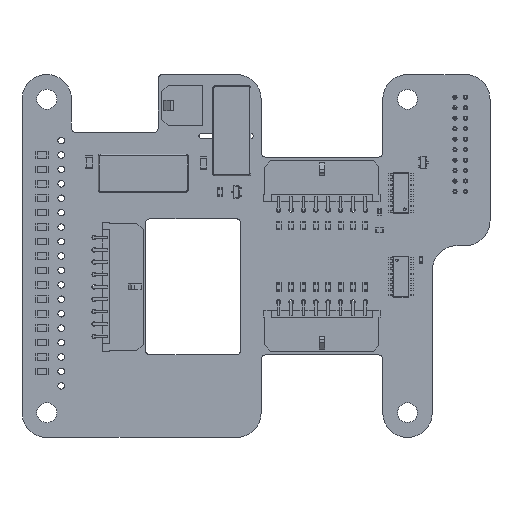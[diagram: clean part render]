
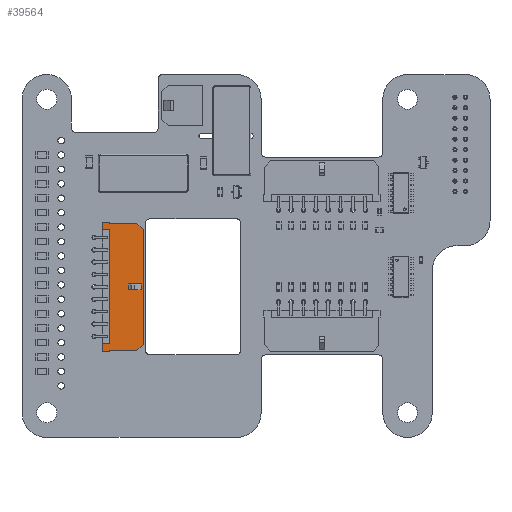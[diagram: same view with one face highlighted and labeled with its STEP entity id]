
A CAD part, top view. The second image highlights one B-rep face of the part: STEP entity #39564.
In plain terms, the highlighted face is planar.
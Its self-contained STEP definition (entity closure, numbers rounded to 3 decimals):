
#38422 = VERTEX_POINT('',#38423);
#38423 = CARTESIAN_POINT('',(-15.325,3.43,-3.355));
#38429 = EDGE_CURVE('',#38422,#38430,#38432,.T.);
#38430 = VERTEX_POINT('',#38431);
#38431 = CARTESIAN_POINT('',(-15.325,3.43,3.305));
#38432 = LINE('',#38433,#38434);
#38433 = CARTESIAN_POINT('',(-15.325,3.43,-3.355));
#38434 = VECTOR('',#38435,1.);
#38435 = DIRECTION('',(0.,0.,1.));
#39215 = VERTEX_POINT('',#39216);
#39216 = CARTESIAN_POINT('',(15.325,3.43,3.305));
#39222 = EDGE_CURVE('',#39223,#39215,#39225,.T.);
#39223 = VERTEX_POINT('',#39224);
#39224 = CARTESIAN_POINT('',(15.325,3.43,-3.355));
#39225 = LINE('',#39226,#39227);
#39226 = CARTESIAN_POINT('',(15.325,3.43,-3.355));
#39227 = VECTOR('',#39228,1.);
#39228 = DIRECTION('',(0.,0.,1.));
#39426 = VERTEX_POINT('',#39427);
#39427 = CARTESIAN_POINT('',(13.94,3.43,4.955));
#39433 = EDGE_CURVE('',#39215,#39426,#39434,.T.);
#39434 = LINE('',#39435,#39436);
#39435 = CARTESIAN_POINT('',(15.325,3.43,3.305));
#39436 = VECTOR('',#39437,1.);
#39437 = DIRECTION('',(-0.643,0.,0.766));
#39514 = EDGE_CURVE('',#39515,#38430,#39517,.T.);
#39515 = VERTEX_POINT('',#39516);
#39516 = CARTESIAN_POINT('',(-13.94,3.43,4.955));
#39517 = LINE('',#39518,#39519);
#39518 = CARTESIAN_POINT('',(-13.94,3.43,4.955));
#39519 = VECTOR('',#39520,1.);
#39520 = DIRECTION('',(-0.643,0.,-0.766));
#39564 = ADVANCED_FACE('',(#39565,#39647),#39681,.T.);
#39565 = FACE_BOUND('',#39566,.F.);
#39566 = EDGE_LOOP('',(#39567,#39577,#39585,#39593,#39601,#39609,#39615,
    #39616,#39617,#39623,#39624,#39625,#39633,#39641));
#39567 = ORIENTED_EDGE('',*,*,#39568,.T.);
#39568 = EDGE_CURVE('',#39569,#39571,#39573,.T.);
#39569 = VERTEX_POINT('',#39570);
#39570 = CARTESIAN_POINT('',(-13.825,3.43,-4.955));
#39571 = VERTEX_POINT('',#39572);
#39572 = CARTESIAN_POINT('',(-13.825,3.43,-3.205));
#39573 = LINE('',#39574,#39575);
#39574 = CARTESIAN_POINT('',(-13.825,3.43,-4.955));
#39575 = VECTOR('',#39576,1.);
#39576 = DIRECTION('',(0.,0.,1.));
#39577 = ORIENTED_EDGE('',*,*,#39578,.T.);
#39578 = EDGE_CURVE('',#39571,#39579,#39581,.T.);
#39579 = VERTEX_POINT('',#39580);
#39580 = CARTESIAN_POINT('',(13.825,3.43,-3.205));
#39581 = LINE('',#39582,#39583);
#39582 = CARTESIAN_POINT('',(-13.825,3.43,-3.205));
#39583 = VECTOR('',#39584,1.);
#39584 = DIRECTION('',(1.,0.,0.));
#39585 = ORIENTED_EDGE('',*,*,#39586,.F.);
#39586 = EDGE_CURVE('',#39587,#39579,#39589,.T.);
#39587 = VERTEX_POINT('',#39588);
#39588 = CARTESIAN_POINT('',(13.825,3.43,-4.955));
#39589 = LINE('',#39590,#39591);
#39590 = CARTESIAN_POINT('',(13.825,3.43,-4.955));
#39591 = VECTOR('',#39592,1.);
#39592 = DIRECTION('',(0.,0.,1.));
#39593 = ORIENTED_EDGE('',*,*,#39594,.F.);
#39594 = EDGE_CURVE('',#39595,#39587,#39597,.T.);
#39595 = VERTEX_POINT('',#39596);
#39596 = CARTESIAN_POINT('',(15.575,3.43,-4.955));
#39597 = LINE('',#39598,#39599);
#39598 = CARTESIAN_POINT('',(15.575,3.43,-4.955));
#39599 = VECTOR('',#39600,1.);
#39600 = DIRECTION('',(-1.,0.,0.));
#39601 = ORIENTED_EDGE('',*,*,#39602,.F.);
#39602 = EDGE_CURVE('',#39603,#39595,#39605,.T.);
#39603 = VERTEX_POINT('',#39604);
#39604 = CARTESIAN_POINT('',(15.575,3.43,-3.355));
#39605 = LINE('',#39606,#39607);
#39606 = CARTESIAN_POINT('',(15.575,3.43,-3.355));
#39607 = VECTOR('',#39608,1.);
#39608 = DIRECTION('',(0.,0.,-1.));
#39609 = ORIENTED_EDGE('',*,*,#39610,.F.);
#39610 = EDGE_CURVE('',#39223,#39603,#39611,.T.);
#39611 = LINE('',#39612,#39613);
#39612 = CARTESIAN_POINT('',(15.325,3.43,-3.355));
#39613 = VECTOR('',#39614,1.);
#39614 = DIRECTION('',(1.,0.,0.));
#39615 = ORIENTED_EDGE('',*,*,#39222,.T.);
#39616 = ORIENTED_EDGE('',*,*,#39433,.T.);
#39617 = ORIENTED_EDGE('',*,*,#39618,.F.);
#39618 = EDGE_CURVE('',#39515,#39426,#39619,.T.);
#39619 = LINE('',#39620,#39621);
#39620 = CARTESIAN_POINT('',(-13.94,3.43,4.955));
#39621 = VECTOR('',#39622,1.);
#39622 = DIRECTION('',(1.,0.,0.));
#39623 = ORIENTED_EDGE('',*,*,#39514,.T.);
#39624 = ORIENTED_EDGE('',*,*,#38429,.F.);
#39625 = ORIENTED_EDGE('',*,*,#39626,.F.);
#39626 = EDGE_CURVE('',#39627,#38422,#39629,.T.);
#39627 = VERTEX_POINT('',#39628);
#39628 = CARTESIAN_POINT('',(-15.575,3.43,-3.355));
#39629 = LINE('',#39630,#39631);
#39630 = CARTESIAN_POINT('',(-15.575,3.43,-3.355));
#39631 = VECTOR('',#39632,1.);
#39632 = DIRECTION('',(1.,0.,0.));
#39633 = ORIENTED_EDGE('',*,*,#39634,.F.);
#39634 = EDGE_CURVE('',#39635,#39627,#39637,.T.);
#39635 = VERTEX_POINT('',#39636);
#39636 = CARTESIAN_POINT('',(-15.575,3.43,-4.955));
#39637 = LINE('',#39638,#39639);
#39638 = CARTESIAN_POINT('',(-15.575,3.43,-4.955));
#39639 = VECTOR('',#39640,1.);
#39640 = DIRECTION('',(0.,0.,1.));
#39641 = ORIENTED_EDGE('',*,*,#39642,.F.);
#39642 = EDGE_CURVE('',#39569,#39635,#39643,.T.);
#39643 = LINE('',#39644,#39645);
#39644 = CARTESIAN_POINT('',(-13.825,3.43,-4.955));
#39645 = VECTOR('',#39646,1.);
#39646 = DIRECTION('',(-1.,0.,0.));
#39647 = FACE_BOUND('',#39648,.F.);
#39648 = EDGE_LOOP('',(#39649,#39659,#39667,#39675));
#39649 = ORIENTED_EDGE('',*,*,#39650,.F.);
#39650 = EDGE_CURVE('',#39651,#39653,#39655,.T.);
#39651 = VERTEX_POINT('',#39652);
#39652 = CARTESIAN_POINT('',(-0.7,3.43,4.415));
#39653 = VERTEX_POINT('',#39654);
#39654 = CARTESIAN_POINT('',(-0.7,3.43,1.255));
#39655 = LINE('',#39656,#39657);
#39656 = CARTESIAN_POINT('',(-0.7,3.43,4.415));
#39657 = VECTOR('',#39658,1.);
#39658 = DIRECTION('',(0.,0.,-1.));
#39659 = ORIENTED_EDGE('',*,*,#39660,.T.);
#39660 = EDGE_CURVE('',#39651,#39661,#39663,.T.);
#39661 = VERTEX_POINT('',#39662);
#39662 = CARTESIAN_POINT('',(0.7,3.43,4.415));
#39663 = LINE('',#39664,#39665);
#39664 = CARTESIAN_POINT('',(-0.7,3.43,4.415));
#39665 = VECTOR('',#39666,1.);
#39666 = DIRECTION('',(1.,0.,0.));
#39667 = ORIENTED_EDGE('',*,*,#39668,.T.);
#39668 = EDGE_CURVE('',#39661,#39669,#39671,.T.);
#39669 = VERTEX_POINT('',#39670);
#39670 = CARTESIAN_POINT('',(0.7,3.43,1.255));
#39671 = LINE('',#39672,#39673);
#39672 = CARTESIAN_POINT('',(0.7,3.43,4.415));
#39673 = VECTOR('',#39674,1.);
#39674 = DIRECTION('',(0.,0.,-1.));
#39675 = ORIENTED_EDGE('',*,*,#39676,.F.);
#39676 = EDGE_CURVE('',#39653,#39669,#39677,.T.);
#39677 = LINE('',#39678,#39679);
#39678 = CARTESIAN_POINT('',(-0.7,3.43,1.255));
#39679 = VECTOR('',#39680,1.);
#39680 = DIRECTION('',(1.,0.,0.));
#39681 = PLANE('',#39682);
#39682 = AXIS2_PLACEMENT_3D('',#39683,#39684,#39685);
#39683 = CARTESIAN_POINT('',(-15.325,3.43,-4.955));
#39684 = DIRECTION('',(0.,1.,0.));
#39685 = DIRECTION('',(0.,-0.,1.));
